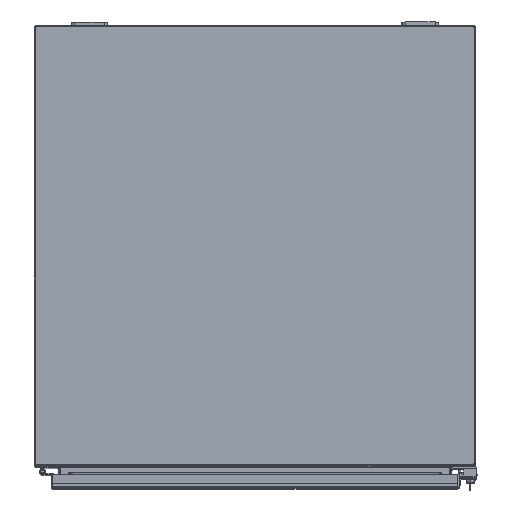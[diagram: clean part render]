
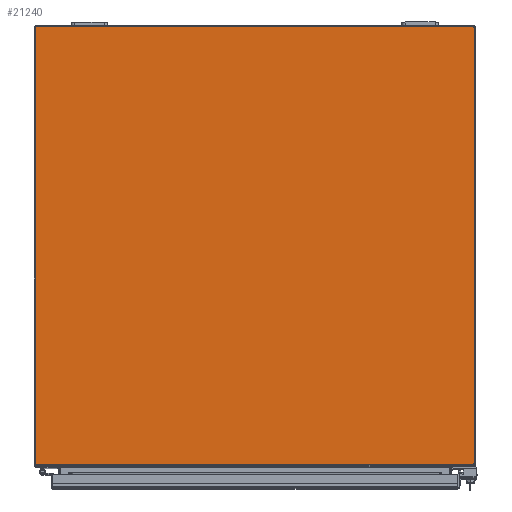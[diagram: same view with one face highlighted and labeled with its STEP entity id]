
A CAD part, top view. The second image highlights one B-rep face of the part: STEP entity #21240.
In plain terms, the highlighted planar face has unit normal (0, 0, 1).
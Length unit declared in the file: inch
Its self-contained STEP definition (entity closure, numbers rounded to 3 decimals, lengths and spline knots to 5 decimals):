
#696 = LINE ( 'NONE', #33578, #12723 ) ;
#1290 = ORIENTED_EDGE ( 'NONE', *, *, #33424, .T. ) ;
#3057 = CARTESIAN_POINT ( 'NONE',  ( -11.89842, -23.892, 15. ) ) ;
#3413 = VECTOR ( 'NONE', #25262, 39.37008 ) ;
#3869 = EDGE_CURVE ( 'NONE', #35253, #13642, #13438, .T. ) ;
#5177 = DIRECTION ( 'NONE',  ( 1., 0., 0. ) ) ;
#5970 = EDGE_CURVE ( 'NONE', #30360, #20251, #18979, .T. ) ;
#7723 = CIRCLE ( 'NONE', #27190, 0.25 ) ;
#8768 = DIRECTION ( 'NONE',  ( 0., 1., 0. ) ) ;
#8880 = EDGE_CURVE ( 'NONE', #35253, #30360, #696, .T. ) ;
#9198 = ORIENTED_EDGE ( 'NONE', *, *, #31358, .F. ) ;
#9741 = FACE_OUTER_BOUND ( 'NONE', #19436, .T. ) ;
#10091 = CARTESIAN_POINT ( 'NONE',  ( 11.678, -23.77404, 15. ) ) ;
#10324 = ORIENTED_EDGE ( 'NONE', *, *, #21072, .F. ) ;
#10844 = CARTESIAN_POINT ( 'NONE',  ( -11.928, -0.072, 15. ) ) ;
#12723 = VECTOR ( 'NONE', #33773, 39.37008 ) ;
#13438 = CIRCLE ( 'NONE', #36042, 0.25 ) ;
#13642 = VERTEX_POINT ( 'NONE', #15643 ) ;
#13979 = VECTOR ( 'NONE', #8768, 39.37008 ) ;
#15643 = CARTESIAN_POINT ( 'NONE',  ( 11.89842, -23.892, 15. ) ) ;
#15651 = PLANE ( 'NONE',  #32842 ) ;
#16247 = DIRECTION ( 'NONE',  ( 0., -1., 0. ) ) ;
#18979 = LINE ( 'NONE', #27850, #3413 ) ;
#19436 = EDGE_LOOP ( 'NONE', ( #9198, #1290, #24524, #24314, #32367, #10324 ) ) ;
#20147 = CARTESIAN_POINT ( 'NONE',  ( -11.928, -23.892, 15. ) ) ;
#20251 = VERTEX_POINT ( 'NONE', #10844 ) ;
#20423 = CARTESIAN_POINT ( 'NONE',  ( -11.678, -23.77404, 15. ) ) ;
#20595 = CARTESIAN_POINT ( 'NONE',  ( -11.928, -24.941, 15. ) ) ;
#21072 = EDGE_CURVE ( 'NONE', #37130, #20251, #35739, .T. ) ;
#21240 = ADVANCED_FACE ( 'NONE', ( #9741 ), #15651, .T. ) ;
#21368 = DIRECTION ( 'NONE',  ( 0., 0., 1. ) ) ;
#21523 = CARTESIAN_POINT ( 'NONE',  ( 11.928, -0.072, 15. ) ) ;
#24314 = ORIENTED_EDGE ( 'NONE', *, *, #8880, .T. ) ;
#24524 = ORIENTED_EDGE ( 'NONE', *, *, #3869, .F. ) ;
#25262 = DIRECTION ( 'NONE',  ( -1., 0., 0. ) ) ;
#25942 = VECTOR ( 'NONE', #5177, 39.37008 ) ;
#27190 = AXIS2_PLACEMENT_3D ( 'NONE', #20423, #32041, #38318 ) ;
#27850 = CARTESIAN_POINT ( 'NONE',  ( -11.928, -0.072, 15. ) ) ;
#28375 = CARTESIAN_POINT ( 'NONE',  ( -11.928, -23.77404, 15. ) ) ;
#28984 = DIRECTION ( 'NONE',  ( 1., 0., 0. ) ) ;
#29652 = VERTEX_POINT ( 'NONE', #3057 ) ;
#30360 = VERTEX_POINT ( 'NONE', #21523 ) ;
#30811 = CARTESIAN_POINT ( 'NONE',  ( -11.928, -0.072, 15. ) ) ;
#31358 = EDGE_CURVE ( 'NONE', #29652, #37130, #7723, .T. ) ;
#32041 = DIRECTION ( 'NONE',  ( 0., 0., -1. ) ) ;
#32148 = LINE ( 'NONE', #20147, #25942 ) ;
#32367 = ORIENTED_EDGE ( 'NONE', *, *, #5970, .T. ) ;
#32842 = AXIS2_PLACEMENT_3D ( 'NONE', #30811, #21368, #16247 ) ;
#33424 = EDGE_CURVE ( 'NONE', #29652, #13642, #32148, .T. ) ;
#33578 = CARTESIAN_POINT ( 'NONE',  ( 11.928, -0.072, 15. ) ) ;
#33773 = DIRECTION ( 'NONE',  ( 0., 1., 0. ) ) ;
#34310 = DIRECTION ( 'NONE',  ( 0., 0., -1. ) ) ;
#35253 = VERTEX_POINT ( 'NONE', #36775 ) ;
#35739 = LINE ( 'NONE', #20595, #13979 ) ;
#36042 = AXIS2_PLACEMENT_3D ( 'NONE', #10091, #34310, #28984 ) ;
#36775 = CARTESIAN_POINT ( 'NONE',  ( 11.928, -23.77404, 15. ) ) ;
#37130 = VERTEX_POINT ( 'NONE', #28375 ) ;
#38318 = DIRECTION ( 'NONE',  ( 1., 0., 0. ) ) ;
